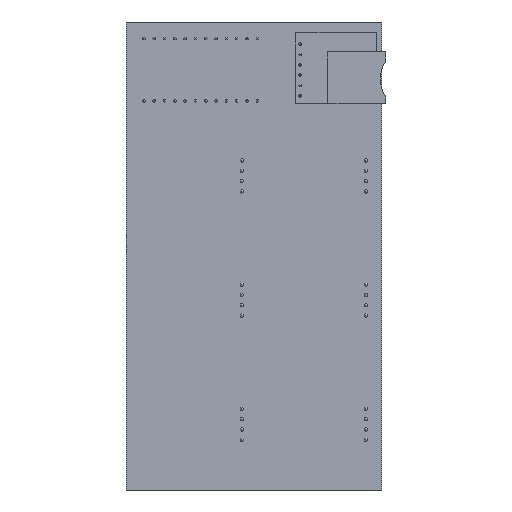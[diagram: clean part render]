
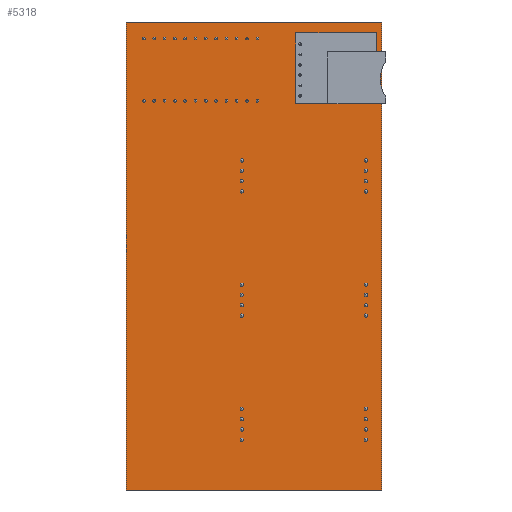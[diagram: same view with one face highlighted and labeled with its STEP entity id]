
A CAD part, front view. The second image highlights one B-rep face of the part: STEP entity #5318.
In plain terms, the highlighted planar face has unit normal (0, -1, 0).
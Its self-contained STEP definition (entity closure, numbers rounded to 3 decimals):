
#318=PLANE('',#6124);
#562=LINE('',#11093,#817);
#566=LINE('',#11101,#821);
#569=LINE('',#11107,#824);
#572=LINE('',#11112,#827);
#817=VECTOR('',#7902,10.);
#821=VECTOR('',#7908,10.);
#824=VECTOR('',#7913,10.);
#827=VECTOR('',#7918,10.);
#1270=FACE_OUTER_BOUND('',#1664,.T.);
#1664=EDGE_LOOP('',(#4991,#4992,#4993,#4994));
#2698=VERTEX_POINT('',#11091);
#2699=VERTEX_POINT('',#11092);
#2702=VERTEX_POINT('',#11100);
#2704=VERTEX_POINT('',#11106);
#3457=EDGE_CURVE('',#2698,#2699,#562,.T.);
#3461=EDGE_CURVE('',#2702,#2698,#566,.T.);
#3464=EDGE_CURVE('',#2704,#2702,#569,.T.);
#3467=EDGE_CURVE('',#2699,#2704,#572,.T.);
#4991=ORIENTED_EDGE('',*,*,#3467,.F.);
#4992=ORIENTED_EDGE('',*,*,#3457,.F.);
#4993=ORIENTED_EDGE('',*,*,#3461,.F.);
#4994=ORIENTED_EDGE('',*,*,#3464,.F.);
#5318=ADVANCED_FACE('',(#1270),#318,.F.);
#6124=AXIS2_PLACEMENT_3D('',#11115,#7922,#7923);
#7902=DIRECTION('',(1.,0.,0.));
#7908=DIRECTION('',(0.,0.,1.));
#7913=DIRECTION('',(-1.,0.,0.));
#7918=DIRECTION('',(0.,0.,-1.));
#7922=DIRECTION('center_axis',(0.,1.,0.));
#7923=DIRECTION('ref_axis',(1.,0.,0.));
#11091=CARTESIAN_POINT('',(-31.5,0.,57.65));
#11092=CARTESIAN_POINT('',(31.5,0.,57.65));
#11093=CARTESIAN_POINT('',(-31.5,0.,57.65));
#11100=CARTESIAN_POINT('',(-31.5,0.,-57.65));
#11101=CARTESIAN_POINT('',(-31.5,0.,-57.65));
#11106=CARTESIAN_POINT('',(31.5,0.,-57.65));
#11107=CARTESIAN_POINT('',(31.5,0.,-57.65));
#11112=CARTESIAN_POINT('',(31.5,0.,57.65));
#11115=CARTESIAN_POINT('Origin',(0.,0.,0.));
